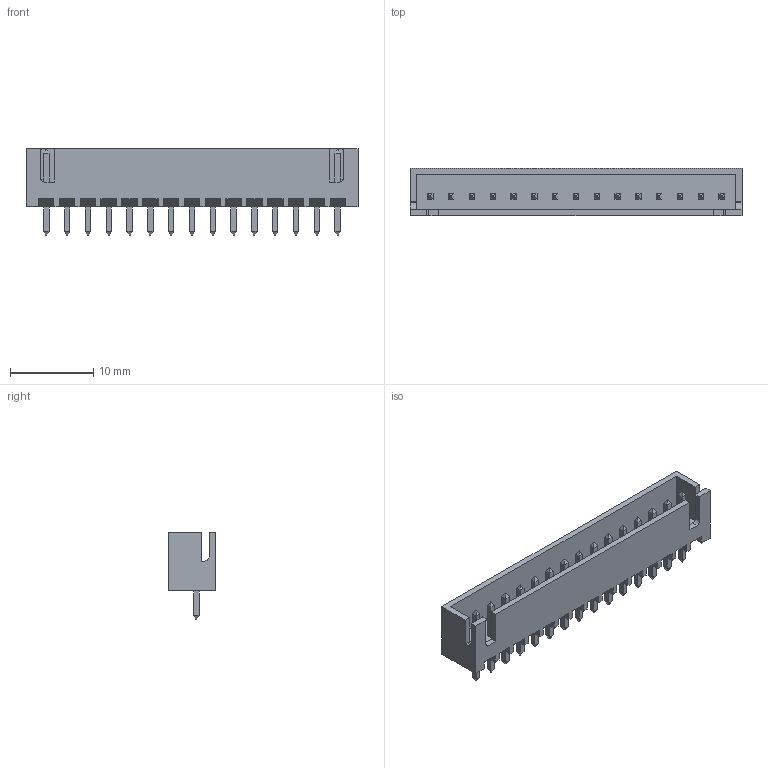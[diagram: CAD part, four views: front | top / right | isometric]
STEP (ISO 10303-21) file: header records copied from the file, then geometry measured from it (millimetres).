
FILE_DESCRIPTION(('FreeCAD Model'),'2;1');
FILE_NAME('B15B-XH-A.step', '2019-08-19T01:05:59',('Author'),(''), 'Open CASCADE STEP processor 6.8','FreeCAD','Unknown');
FILE_SCHEMA(('AUTOMOTIVE_DESIGN_CC2 { 1 2 10303 214 -1 1 5 4 }'));
Length unit declared in the file: millimetre
Products named in the file (1): B15B-XH-A
Bounding box: 39.9 x 5.75 x 10.4 mm (x, y, z)
Volume: 767 mm3; surface area: 1820.3 mm2
Topology: 1 solids, 1 shells, 390 faces, 954 edges, 596 vertices
Faces by surface type: plane 384, cylinder 6
Entity records: 13813 total; most frequent: CARTESIAN_POINT 1941, ORIENTED_EDGE 1908, DIRECTION 1748, EDGE_CURVE 954, LINE 942, VECTOR 942, VERTEX_POINT 596, FACE_BOUND 420
